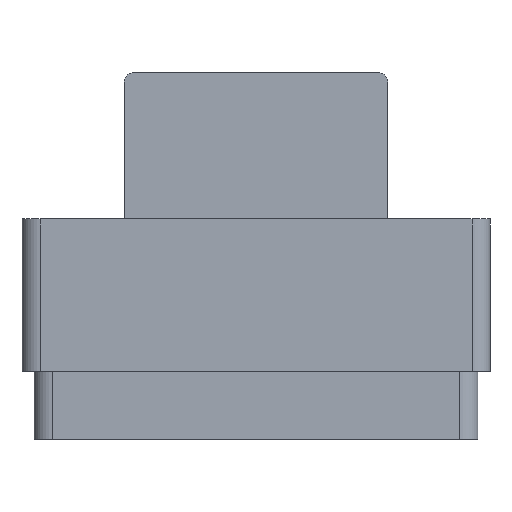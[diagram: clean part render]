
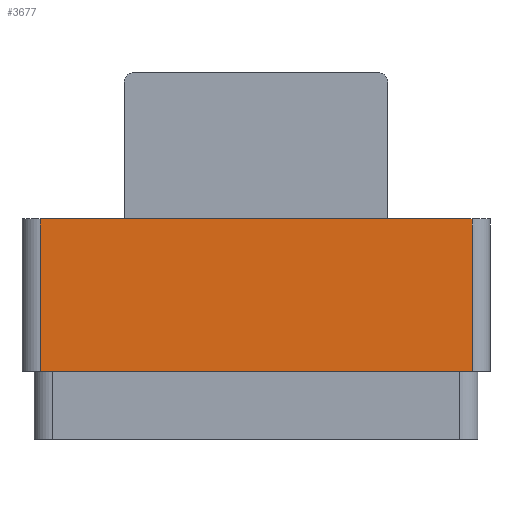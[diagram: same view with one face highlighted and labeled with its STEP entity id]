
A CAD part, left-side view. The second image highlights one B-rep face of the part: STEP entity #3677.
In plain terms, the highlighted planar face has unit normal (-1, 0, 0).
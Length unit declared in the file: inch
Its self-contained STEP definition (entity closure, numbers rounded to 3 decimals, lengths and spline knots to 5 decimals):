
#300=FACE_OUTER_BOUND('',#513,.T.);
#513=EDGE_LOOP('',(#2589,#2590,#2591,#2592));
#944=LINE('',#5481,#1240);
#982=LINE('',#5596,#1278);
#984=LINE('',#5600,#1280);
#986=LINE('',#5629,#1282);
#1240=VECTOR('',#4334,0.3937);
#1278=VECTOR('',#4450,0.3937);
#1280=VECTOR('',#4454,0.3937);
#1282=VECTOR('',#4484,0.3937);
#1539=VERTEX_POINT('',#5478);
#1540=VERTEX_POINT('',#5480);
#1577=VERTEX_POINT('',#5592);
#1579=VERTEX_POINT('',#5599);
#1912=EDGE_CURVE('',#1539,#1540,#944,.T.);
#1970=EDGE_CURVE('',#1540,#1577,#982,.T.);
#1972=EDGE_CURVE('',#1577,#1579,#984,.T.);
#1987=EDGE_CURVE('',#1579,#1539,#986,.T.);
#2589=ORIENTED_EDGE('',*,*,#1970,.F.);
#2590=ORIENTED_EDGE('',*,*,#1912,.F.);
#2591=ORIENTED_EDGE('',*,*,#1987,.F.);
#2592=ORIENTED_EDGE('',*,*,#1972,.F.);
#3594=PLANE('',#3952);
#3677=ADVANCED_FACE('',(#300),#3594,.T.);
#3952=AXIS2_PLACEMENT_3D('',#5628,#4482,#4483);
#4334=DIRECTION('',(0.,1.,0.));
#4450=DIRECTION('',(0.,0.,1.));
#4454=DIRECTION('',(0.,-1.,0.));
#4482=DIRECTION('center_axis',(-1.,0.,0.));
#4483=DIRECTION('ref_axis',(0.,-1.,0.));
#4484=DIRECTION('',(0.,0.,-1.));
#5478=CARTESIAN_POINT('',(-2.88454,-0.77168,0.60517));
#5480=CARTESIAN_POINT('',(-2.88454,0.64564,0.60517));
#5481=CARTESIAN_POINT('',(-2.88454,-0.77168,0.60517));
#5592=CARTESIAN_POINT('',(-2.88454,0.64564,1.10473));
#5596=CARTESIAN_POINT('',(-2.88454,0.64564,0.67717));
#5599=CARTESIAN_POINT('',(-2.88454,-0.77168,1.10473));
#5600=CARTESIAN_POINT('',(-2.88454,0.7047,1.10473));
#5628=CARTESIAN_POINT('Origin',(-2.88454,0.7047,0.67717));
#5629=CARTESIAN_POINT('',(-2.88454,-0.77168,0.67717));
